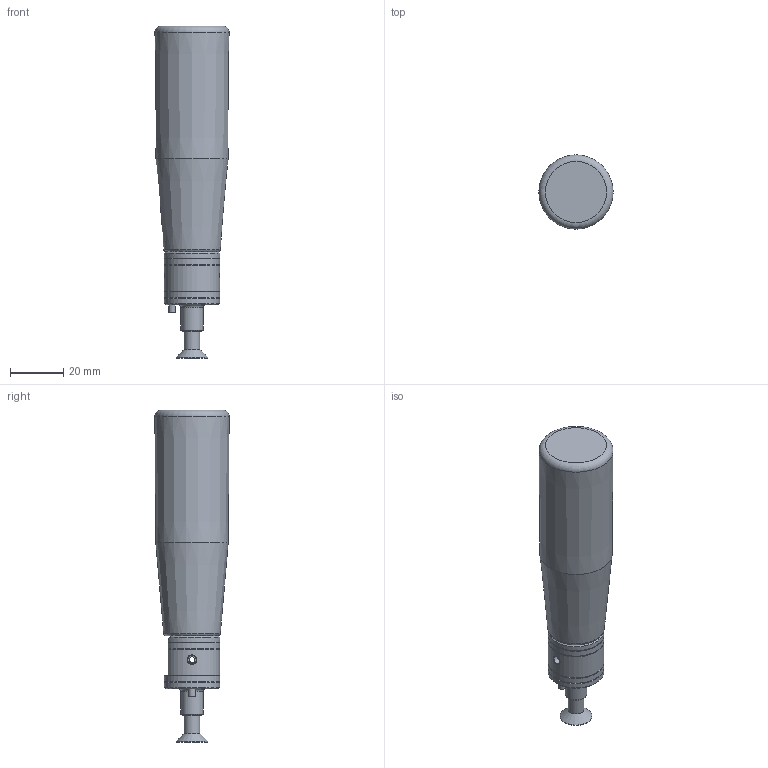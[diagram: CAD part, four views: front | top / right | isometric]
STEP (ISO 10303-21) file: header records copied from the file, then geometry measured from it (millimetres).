
FILE_DESCRIPTION( ( 'Unknown' ), '1' );
FILE_NAME( '6151015_MGR28x85.stp', 'Unknown', ( 'Unknown' ), ( 'Unknown' ), 'PSStep 11.0', 'Unknown', ' ' );
FILE_SCHEMA( ( 'AUTOMOTIVE_DESIGN { 1 0 10303 214 1 1 1 1 }' ) );
Length unit declared in the file: millimetre
Products named in the file (1): 1833028
Bounding box: 27.96 x 27.96 x 125 mm (x, y, z)
Volume: 50104.3 mm3; surface area: 17023.6 mm2
Topology: 1 solids, 1 shells, 125 faces, 321 edges, 199 vertices
Faces by surface type: plane 59, cylinder 33, cone 25, torus 4, bspline 3, sphere 1
Full cylindrical faces by diameter (mm): 2.5 x1, 3.2 x2, 3.5 x1, 5.422 x1, 6 x1, 6.95 x1, 7 x1, 7.03 x1, 8.17 x1, 8.3 x1, 11 x1, 11.5 x1, 11.52 x1, 11.538 x1, 12 x1, 12.6 x1, 13.076 x1, 21 x2
Entity records: 5925 total; most frequent: CARTESIAN_POINT 2197, DIRECTION 563, ORIENTED_EDGE 508, EDGE_CURVE 254, AXIS2_PLACEMENT_3D 230, EDGE_LOOP 187, VERTEX_POINT 175, FACE_OUTER_BOUND 151
